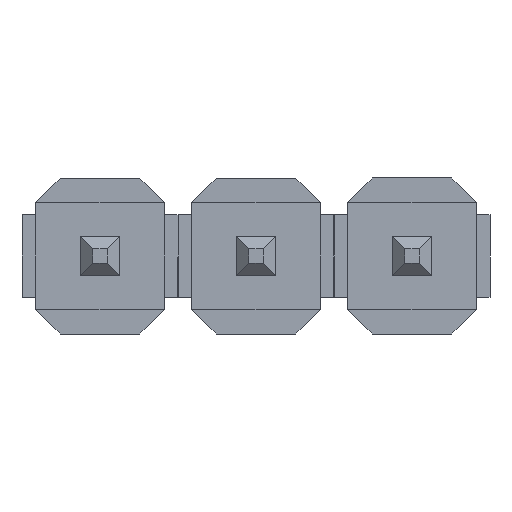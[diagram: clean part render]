
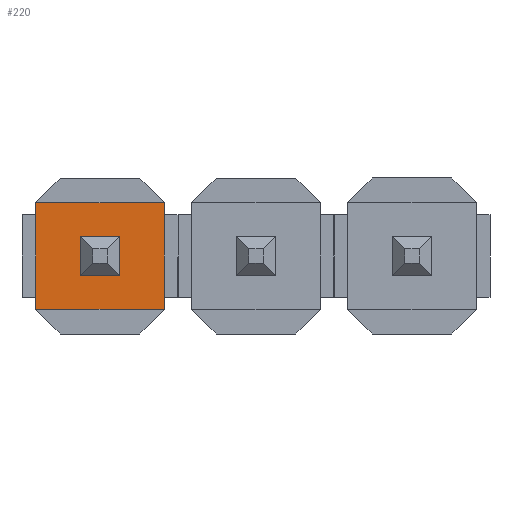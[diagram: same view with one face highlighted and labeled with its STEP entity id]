
A CAD part, front view. The second image highlights one B-rep face of the part: STEP entity #220.
In plain terms, the highlighted planar face has unit normal (0, -1, 0).
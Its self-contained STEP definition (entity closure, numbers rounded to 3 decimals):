
#63 = CARTESIAN_POINT ( 'NONE',  ( 1.05, 0.54, -0.87 ) ) ;
#67 = EDGE_CURVE ( 'NONE', #657, #647, #1586, .T. ) ;
#154 = EDGE_CURVE ( 'NONE', #440, #647, #158, .T. ) ;
#158 = LINE ( 'NONE', #1182, #567 ) ;
#159 = CARTESIAN_POINT ( 'NONE',  ( -0.32, 0.54, -0.32 ) ) ;
#197 = ORIENTED_EDGE ( 'NONE', *, *, #1593, .F. ) ;
#209 = ORIENTED_EDGE ( 'NONE', *, *, #1816, .T. ) ;
#220 = ADVANCED_FACE ( 'NONE', ( #382, #1074 ), #1471, .F. ) ;
#303 = VECTOR ( 'NONE', #1827, 1000. ) ;
#382 = FACE_BOUND ( 'NONE', #620, .T. ) ;
#390 = LINE ( 'NONE', #629, #665 ) ;
#401 = ORIENTED_EDGE ( 'NONE', *, *, #154, .T. ) ;
#430 = CARTESIAN_POINT ( 'NONE',  ( 1.27, 0.54, -0.87 ) ) ;
#439 = ORIENTED_EDGE ( 'NONE', *, *, #946, .T. ) ;
#440 = VERTEX_POINT ( 'NONE', #1669 ) ;
#451 = DIRECTION ( 'NONE',  ( 0., 0., -1. ) ) ;
#471 = CARTESIAN_POINT ( 'NONE',  ( -0.32, 0.54, 0.32 ) ) ;
#496 = DIRECTION ( 'NONE',  ( 1., 0., 0. ) ) ;
#567 = VECTOR ( 'NONE', #584, 1000. ) ;
#571 = VECTOR ( 'NONE', #1585, 1000. ) ;
#584 = DIRECTION ( 'NONE',  ( 0., 0., -1. ) ) ;
#609 = CARTESIAN_POINT ( 'NONE',  ( -1.05, 0.54, -0.87 ) ) ;
#620 = EDGE_LOOP ( 'NONE', ( #1521, #439, #209, #1340 ) ) ;
#622 = VERTEX_POINT ( 'NONE', #1030 ) ;
#629 = CARTESIAN_POINT ( 'NONE',  ( 1.27, 0.54, 0.32 ) ) ;
#647 = VERTEX_POINT ( 'NONE', #609 ) ;
#650 = DIRECTION ( 'NONE',  ( 0., 0., 1. ) ) ;
#657 = VERTEX_POINT ( 'NONE', #63 ) ;
#665 = VECTOR ( 'NONE', #496, 1000. ) ;
#704 = LINE ( 'NONE', #1863, #1803 ) ;
#829 = LINE ( 'NONE', #1454, #1215 ) ;
#903 = LINE ( 'NONE', #991, #303 ) ;
#946 = EDGE_CURVE ( 'NONE', #1124, #622, #903, .T. ) ;
#947 = CARTESIAN_POINT ( 'NONE',  ( 1.05, 0.54, 0.87 ) ) ;
#959 = VECTOR ( 'NONE', #650, 1000. ) ;
#963 = LINE ( 'NONE', #1857, #959 ) ;
#991 = CARTESIAN_POINT ( 'NONE',  ( 0.32, 0.54, 0.87 ) ) ;
#1017 = CARTESIAN_POINT ( 'NONE',  ( 0.32, 0.54, 0.32 ) ) ;
#1030 = CARTESIAN_POINT ( 'NONE',  ( 0.32, 0.54, -0.32 ) ) ;
#1042 = EDGE_LOOP ( 'NONE', ( #1322, #401, #1743, #197 ) ) ;
#1074 = FACE_OUTER_BOUND ( 'NONE', #1042, .T. ) ;
#1084 = VERTEX_POINT ( 'NONE', #159 ) ;
#1118 = VECTOR ( 'NONE', #451, 1000. ) ;
#1124 = VERTEX_POINT ( 'NONE', #1017 ) ;
#1160 = DIRECTION ( 'NONE',  ( 0., 0., 1. ) ) ;
#1173 = EDGE_CURVE ( 'NONE', #1344, #440, #829, .T. ) ;
#1182 = CARTESIAN_POINT ( 'NONE',  ( -1.05, 0.54, 0.87 ) ) ;
#1215 = VECTOR ( 'NONE', #1605, 1000. ) ;
#1293 = VERTEX_POINT ( 'NONE', #471 ) ;
#1306 = EDGE_CURVE ( 'NONE', #1293, #1124, #390, .T. ) ;
#1322 = ORIENTED_EDGE ( 'NONE', *, *, #1173, .T. ) ;
#1332 = CARTESIAN_POINT ( 'NONE',  ( 1.27, 0.54, 0.87 ) ) ;
#1340 = ORIENTED_EDGE ( 'NONE', *, *, #1639, .T. ) ;
#1344 = VERTEX_POINT ( 'NONE', #947 ) ;
#1346 = LINE ( 'NONE', #1458, #1118 ) ;
#1454 = CARTESIAN_POINT ( 'NONE',  ( 1.27, 0.54, 0.87 ) ) ;
#1458 = CARTESIAN_POINT ( 'NONE',  ( 1.05, 0.54, -0.87 ) ) ;
#1471 = PLANE ( 'NONE',  #1506 ) ;
#1506 = AXIS2_PLACEMENT_3D ( 'NONE', #1332, #1755, #1160 ) ;
#1521 = ORIENTED_EDGE ( 'NONE', *, *, #1306, .T. ) ;
#1585 = DIRECTION ( 'NONE',  ( -1., 0., 0. ) ) ;
#1586 = LINE ( 'NONE', #430, #571 ) ;
#1593 = EDGE_CURVE ( 'NONE', #1344, #657, #1346, .T. ) ;
#1605 = DIRECTION ( 'NONE',  ( -1., 0., 0. ) ) ;
#1639 = EDGE_CURVE ( 'NONE', #1084, #1293, #963, .T. ) ;
#1669 = CARTESIAN_POINT ( 'NONE',  ( -1.05, 0.54, 0.87 ) ) ;
#1743 = ORIENTED_EDGE ( 'NONE', *, *, #67, .F. ) ;
#1755 = DIRECTION ( 'NONE',  ( 0., 1., 0. ) ) ;
#1803 = VECTOR ( 'NONE', #1846, 1000. ) ;
#1816 = EDGE_CURVE ( 'NONE', #622, #1084, #704, .T. ) ;
#1827 = DIRECTION ( 'NONE',  ( 0., 0., -1. ) ) ;
#1846 = DIRECTION ( 'NONE',  ( -1., 0., 0. ) ) ;
#1857 = CARTESIAN_POINT ( 'NONE',  ( -0.32, 0.54, 0.87 ) ) ;
#1863 = CARTESIAN_POINT ( 'NONE',  ( 1.27, 0.54, -0.32 ) ) ;
